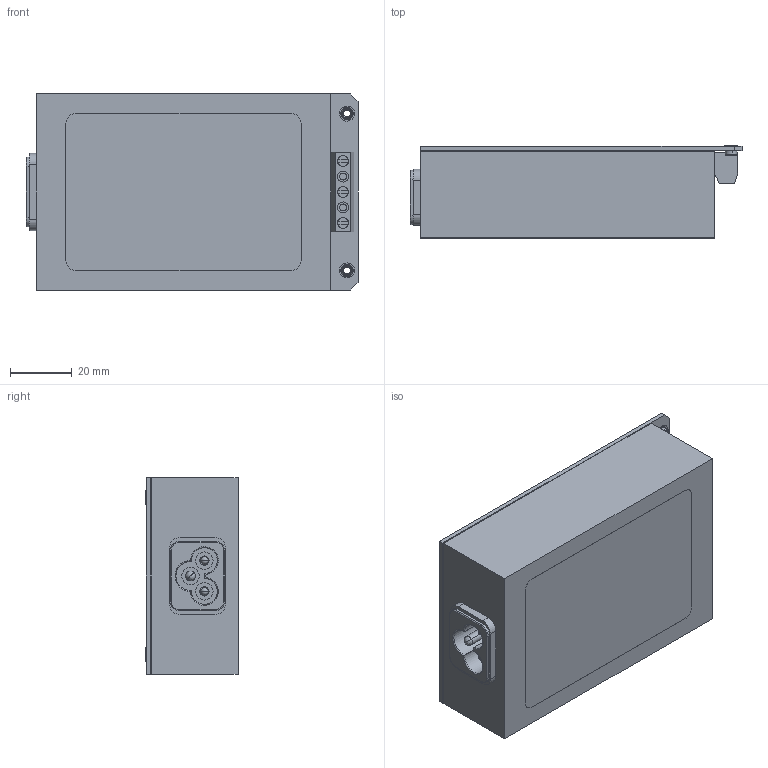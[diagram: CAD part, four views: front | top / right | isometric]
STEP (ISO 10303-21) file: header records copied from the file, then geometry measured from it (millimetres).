
FILE_DESCRIPTION (( 'STEP AP214' ), '1' );
FILE_NAME ('BP62030.STEP', '2022-04-20T18:36:47', ( '' ), ( '' ), 'SwSTEP 2.0', 'SolidWorks 2020', '' );
FILE_SCHEMA (( 'AUTOMOTIVE_DESIGN' ));
Length unit declared in the file: inch
Products named in the file (14): BP62030; PEM_FEX-440; 321215000 assembly_web model BP6; PDI_ 42R51-5131-NFPT_.031 thick board; 850450080_850450080_30W IEC input; Screw 4-40x_25 PHMS_90272A106; Label_model_ser_050059195; Round Spacer_#4 .25R,.9375L; Tape_VHB_30W_IEC; 730045025; 860047939 Rev B_IEC pin access suppressed; 850450080_850450080; 321215000d_web model; covers_860047038
Assembly tree (17 placements, depth 3):
  BP62030
    860047939 Rev B_IEC pin access suppressed
    covers_860047038
    321215000 assembly_web model BP6
      321215000d_web model
      Screw 4-40x_25 PHMS_90272A106  x2
      Round Spacer_#4 .25R,.9375L  x2
      PDI_ 42R51-5131-NFPT_.031 thick board
    730045025
    850450080_850450080
      850450080_850450080_30W IEC input
      PEM_FEX-440  x2
    Tape_VHB_30W_IEC  x2
    Label_model_ser_050059195
Bounding box: 107.53 x 29.92 x 63.5 mm (x, y, z)
Volume: 46958.7 mm3; surface area: 89229.4 mm2
Topology: 24 solids, 24 shells, 949 faces, 2511 edges, 1642 vertices
Faces by surface type: cylinder 490, plane 367, bspline 44, cone 36, torus 8, sphere 4
Entity records: 32632 total; most frequent: CARTESIAN_POINT 6508, DIRECTION 4366, ORIENTED_EDGE 4250, EDGE_CURVE 2125, AXIS2_PLACEMENT_3D 1615, VERTEX_POINT 1397, VECTOR 1136, LINE 1136
